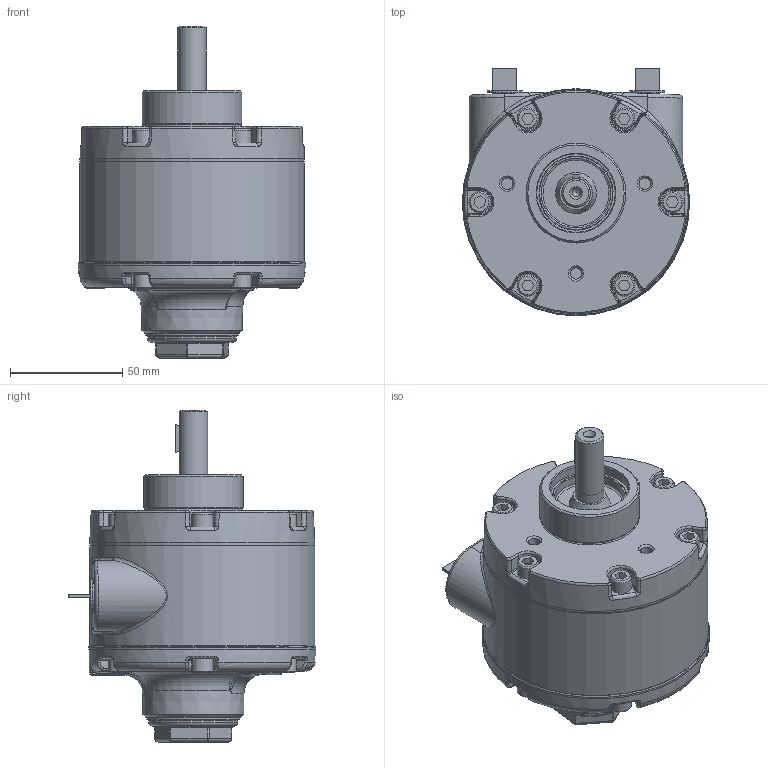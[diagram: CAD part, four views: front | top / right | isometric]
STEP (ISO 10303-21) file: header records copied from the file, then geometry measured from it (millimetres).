
FILE_DESCRIPTION (( 'STEP AP214' ), '1' );
FILE_NAME ('4AM-NRV-22B.STEP', '2025-05-05T17:21:34', ( '' ), ( '' ), 'SwSTEP 2.0', 'SolidWorks 2023', '' );
FILE_SCHEMA (( 'AUTOMOTIVE_DESIGN' ));
Length unit declared in the file: inch
Products named in the file (25): Copy of Rear Cap^4AM-RH3; 4AM-NRV-22B; BB636; Copy of Front^4AM-RH3; AE451A; AM410; B330G; AA299J; 4AM-RH3; AC728; AA466B; AS802; AE513; AB617; AM307D
Assembly tree (27 placements, depth 4):
  4AM-NRV-22B
    4AM-RH3
      AM410
      B330G
      AA466B
      Copy of Rear Cap^4AM-RH3
        AS802
        BB636
        BB636
        BB636
        BB636  x2
        BB636
      AB617
      Copy of Front^4AM-RH3
        BB636  x2
        BB636
        BB636
        BB636
        BB636
        B330G
        AC728
        AM307D
      AA299J
    AE451A  x2
    AE513
  AA299J
Bounding box: 101.09 x 110.21 x 147.7 mm (x, y, z)
Volume: 283968.4 mm3; surface area: 117224.4 mm2
Topology: 26 solids, 26 shells, 781 faces, 1810 edges, 1105 vertices
Faces by surface type: plane 251, cylinder 216, bspline 114, torus 92, cone 92, sphere 16
Full cylindrical faces by diameter (mm): 3.175 x1, 5.105 x3, 5.334 x1, 5.41 x4, 6.35 x12, 7.137 x4, 8.357 x2, 9.525 x12, 10.541 x2, 11.176 x2, 12.69 x1, 12.695 x1, 12.7 x1, 12.705 x1, 15.469 x2, 15.748 x1, 30.963 x1, 31.242 x1, 31.75 x1, 31.979 x1, 31.993 x1, 32.487 x1, 32.995 x1, 33.274 x1, 33.325 x1, 34.925 x1, 35.027 x1, 39.624 x1, 41.275 x1, 42.85 x2
Entity records: 27174 total; most frequent: CARTESIAN_POINT 10231, DIRECTION 3210, ORIENTED_EDGE 2986, EDGE_CURVE 1493, AXIS2_PLACEMENT_3D 1383, VERTEX_POINT 970, EDGE_LOOP 941, FACE_OUTER_BOUND 797
